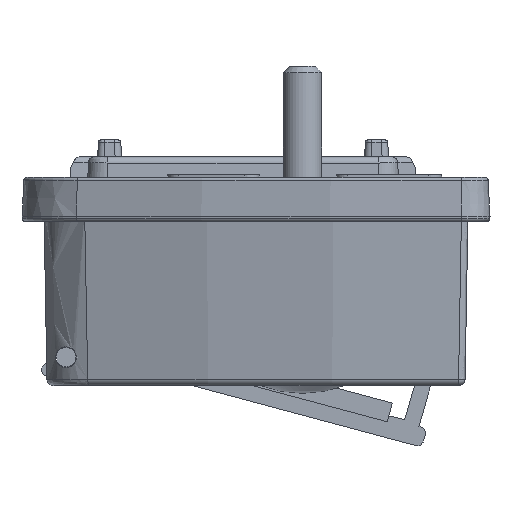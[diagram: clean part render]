
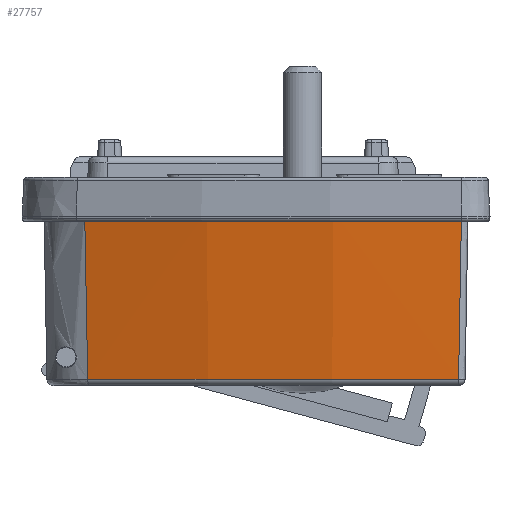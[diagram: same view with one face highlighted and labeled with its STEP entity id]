
A CAD part, left-side view. The second image highlights one B-rep face of the part: STEP entity #27757.
In plain terms, the highlighted conical face has half-angle 1 degrees and reference radius 80 mm.
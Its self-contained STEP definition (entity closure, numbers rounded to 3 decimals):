
#2309=CARTESIAN_POINT('',(43.551,-12.254,13.5));
#2310=VERTEX_POINT('',#2309);
#2324=CARTESIAN_POINT('',(49.248,16.897,13.5));
#2325=VERTEX_POINT('',#2324);
#2326=CARTESIAN_POINT('',(-30.75,17.4,13.5));
#2327=DIRECTION('',(0.0,0.0,-1.));
#2328=DIRECTION('',(-0.912,0.41,0.0));
#2329=AXIS2_PLACEMENT_3D('',#2326,#2327,#2328);
#2330=CIRCLE('',#2329,80.);
#2331=EDGE_CURVE('',#2325,#2310,#2330,.T.);
#27585=CARTESIAN_POINT('',(43.401,-12.017,0.491));
#27586=VERTEX_POINT('',#27585);
#27617=CARTESIAN_POINT('',(49.02,16.668,0.491));
#27618=VERTEX_POINT('',#27617);
#27626=CARTESIAN_POINT('',(-30.75,17.4,0.491));
#27627=DIRECTION('',(0.0,0.0,-1.0));
#27628=DIRECTION('',(0.981,-0.192,0.0));
#27629=AXIS2_PLACEMENT_3D('',#27626,#27627,#27628);
#27630=CIRCLE('',#27629,79.773);
#27631=EDGE_CURVE('',#27618,#27586,#27630,.T.);
#27691=CARTESIAN_POINT('',(49.248,16.897,13.5));
#27692=CARTESIAN_POINT('',(49.172,16.821,9.164));
#27693=CARTESIAN_POINT('',(49.096,16.745,4.828));
#27694=CARTESIAN_POINT('',(49.02,16.668,0.491));
#27695=B_SPLINE_CURVE_WITH_KNOTS('',3,(#27691,#27692,#27693,#27694),.UNSPECIFIED.,.F.,.U.,(4,4),(-1.401,-0.1),.UNSPECIFIED.);
#27696=EDGE_CURVE('',#2325,#27618,#27695,.T.);
#27740=CARTESIAN_POINT('',(-30.75,17.4,13.5));
#27741=DIRECTION('',(0.0,0.0,1.0));
#27742=DIRECTION('',(-0.912,0.41,0.0));
#27743=AXIS2_PLACEMENT_3D('',#27740,#27741,#27742);
#27744=CONICAL_SURFACE('',#27743,80.,1.0);
#27745=ORIENTED_EDGE('',*,*,#27631,.F.);
#27746=ORIENTED_EDGE('',*,*,#27696,.F.);
#27747=ORIENTED_EDGE('',*,*,#2331,.T.);
#27748=CARTESIAN_POINT('',(43.401,-12.017,0.491));
#27749=CARTESIAN_POINT('',(43.451,-12.096,4.828));
#27750=CARTESIAN_POINT('',(43.501,-12.175,9.164));
#27751=CARTESIAN_POINT('',(43.551,-12.254,13.5));
#27752=B_SPLINE_CURVE_WITH_KNOTS('',3,(#27748,#27749,#27750,#27751),.UNSPECIFIED.,.F.,.U.,(4,4),(0.549,1.85),.UNSPECIFIED.);
#27753=EDGE_CURVE('',#27586,#2310,#27752,.T.);
#27754=ORIENTED_EDGE('',*,*,#27753,.F.);
#27755=EDGE_LOOP('',(#27745,#27746,#27747,#27754));
#27756=FACE_OUTER_BOUND('',#27755,.T.);
#27757=ADVANCED_FACE('',(#27756),#27744,.T.);
